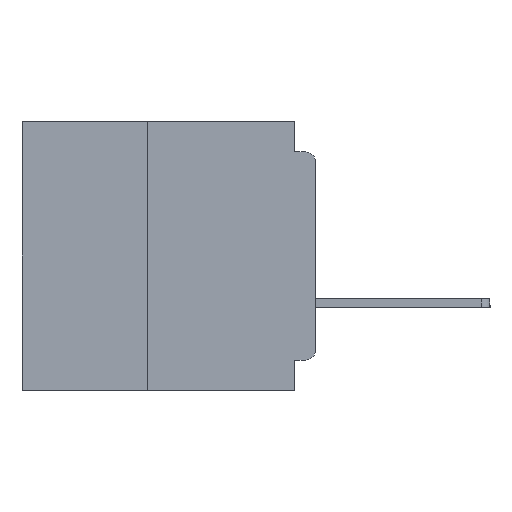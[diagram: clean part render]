
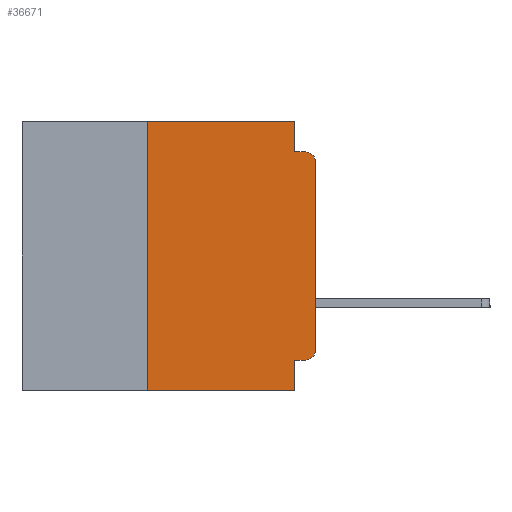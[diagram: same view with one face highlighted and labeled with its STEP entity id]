
A CAD part, left-side view. The second image highlights one B-rep face of the part: STEP entity #36671.
In plain terms, the highlighted planar face has unit normal (-1, 0, 0).
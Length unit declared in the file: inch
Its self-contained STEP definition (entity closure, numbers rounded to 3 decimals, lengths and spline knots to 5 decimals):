
#2071 = LINE ( 'NONE', #13977, #31948 ) ;
#2527 = LINE ( 'NONE', #21525, #17062 ) ;
#3136 = CARTESIAN_POINT ( 'NONE',  ( 0., 0.031, -0.4 ) ) ;
#4117 = CARTESIAN_POINT ( 'NONE',  ( 0., 0.031, -0.355 ) ) ;
#4127 = DIRECTION ( 'NONE',  ( 0., 0., 1. ) ) ;
#4187 = ORIENTED_EDGE ( 'NONE', *, *, #14994, .F. ) ;
#4911 = PLANE ( 'NONE',  #23442 ) ;
#4957 = ORIENTED_EDGE ( 'NONE', *, *, #24320, .T. ) ;
#5286 = DIRECTION ( 'NONE',  ( 0., 1., 0. ) ) ;
#7868 = DIRECTION ( 'NONE',  ( 1., 0., 0. ) ) ;
#7903 = CARTESIAN_POINT ( 'NONE',  ( 0., 0.437, -0.4 ) ) ;
#7926 = LINE ( 'NONE', #35642, #35783 ) ;
#7991 = EDGE_CURVE ( 'NONE', #30068, #9631, #35747, .T. ) ;
#8388 = ORIENTED_EDGE ( 'NONE', *, *, #29496, .T. ) ;
#8570 = CARTESIAN_POINT ( 'NONE',  ( 0., 0.25, -0.4 ) ) ;
#8686 = CARTESIAN_POINT ( 'NONE',  ( 0., 0., -0.045 ) ) ;
#9001 = ORIENTED_EDGE ( 'NONE', *, *, #36469, .F. ) ;
#9108 = LINE ( 'NONE', #7903, #31239 ) ;
#9631 = VERTEX_POINT ( 'NONE', #30996 ) ;
#9645 = VECTOR ( 'NONE', #24777, 39.37008 ) ;
#10020 = VECTOR ( 'NONE', #11529, 39.37008 ) ;
#10037 = VERTEX_POINT ( 'NONE', #4117 ) ;
#10517 = LINE ( 'NONE', #21859, #9645 ) ;
#11529 = DIRECTION ( 'NONE',  ( 0., -1., 0. ) ) ;
#12763 = DIRECTION ( 'NONE',  ( 0., 0., -1. ) ) ;
#12809 = VECTOR ( 'NONE', #20122, 39.37008 ) ;
#13586 = CARTESIAN_POINT ( 'NONE',  ( 0., 0.031, 0. ) ) ;
#13977 = CARTESIAN_POINT ( 'NONE',  ( 0., 0., -0.355 ) ) ;
#14049 = CARTESIAN_POINT ( 'NONE',  ( 0., 0.015, -0.06 ) ) ;
#14262 = CARTESIAN_POINT ( 'NONE',  ( 0., 0., 0. ) ) ;
#14994 = EDGE_CURVE ( 'NONE', #27366, #37094, #36177, .T. ) ;
#15228 = CIRCLE ( 'NONE', #24011, 0.015 ) ;
#16978 = DIRECTION ( 'NONE',  ( 0., 0., -1. ) ) ;
#17062 = VECTOR ( 'NONE', #4127, 39.37008 ) ;
#17336 = DIRECTION ( 'NONE',  ( -1., 0., 0. ) ) ;
#17500 = CARTESIAN_POINT ( 'NONE',  ( 0., 0.25, 0. ) ) ;
#18023 = ORIENTED_EDGE ( 'NONE', *, *, #24150, .T. ) ;
#18076 = AXIS2_PLACEMENT_3D ( 'NONE', #34555, #17336, #37356 ) ;
#18283 = VERTEX_POINT ( 'NONE', #18966 ) ;
#18966 = CARTESIAN_POINT ( 'NONE',  ( 0., 0.015, -0.355 ) ) ;
#20122 = DIRECTION ( 'NONE',  ( 0., 0., 1. ) ) ;
#21389 = ORIENTED_EDGE ( 'NONE', *, *, #26736, .F. ) ;
#21525 = CARTESIAN_POINT ( 'NONE',  ( 0., 0.25, -0.4 ) ) ;
#21859 = CARTESIAN_POINT ( 'NONE',  ( 0., 0.437, 0. ) ) ;
#21898 = VECTOR ( 'NONE', #25593, 39.37008 ) ;
#22307 = DIRECTION ( 'NONE',  ( 0., -1., 0. ) ) ;
#22676 = CARTESIAN_POINT ( 'NONE',  ( 0., 0.031, 0. ) ) ;
#23442 = AXIS2_PLACEMENT_3D ( 'NONE', #25197, #7868, #28042 ) ;
#23650 = VERTEX_POINT ( 'NONE', #8570 ) ;
#23673 = EDGE_CURVE ( 'NONE', #37094, #30087, #32141, .T. ) ;
#24011 = AXIS2_PLACEMENT_3D ( 'NONE', #14049, #34216, #16978 ) ;
#24150 = EDGE_CURVE ( 'NONE', #23650, #27849, #9108, .T. ) ;
#24320 = EDGE_CURVE ( 'NONE', #18283, #30068, #25849, .T. ) ;
#24777 = DIRECTION ( 'NONE',  ( 0., -1., 0. ) ) ;
#25091 = ORIENTED_EDGE ( 'NONE', *, *, #7991, .T. ) ;
#25197 = CARTESIAN_POINT ( 'NONE',  ( 0., 0.437, 0. ) ) ;
#25593 = DIRECTION ( 'NONE',  ( 0., 0., -1. ) ) ;
#25849 = CIRCLE ( 'NONE', #18076, 0.015 ) ;
#26736 = EDGE_CURVE ( 'NONE', #23650, #33796, #2527, .T. ) ;
#26964 = EDGE_CURVE ( 'NONE', #18283, #10037, #2071, .T. ) ;
#27152 = CARTESIAN_POINT ( 'NONE',  ( 0., 0.031, -0.045 ) ) ;
#27366 = VERTEX_POINT ( 'NONE', #13586 ) ;
#27525 = ORIENTED_EDGE ( 'NONE', *, *, #26964, .F. ) ;
#27849 = VERTEX_POINT ( 'NONE', #3136 ) ;
#27881 = EDGE_LOOP ( 'NONE', ( #25091, #8388, #31702, #4187, #36575, #21389, #18023, #9001, #27525, #4957 ) ) ;
#28042 = DIRECTION ( 'NONE',  ( 0., 0., -1. ) ) ;
#29496 = EDGE_CURVE ( 'NONE', #9631, #30087, #15228, .T. ) ;
#29589 = FACE_OUTER_BOUND ( 'NONE', #27881, .T. ) ;
#30068 = VERTEX_POINT ( 'NONE', #33928 ) ;
#30087 = VERTEX_POINT ( 'NONE', #36753 ) ;
#30996 = CARTESIAN_POINT ( 'NONE',  ( 0., 0., -0.06 ) ) ;
#31239 = VECTOR ( 'NONE', #22307, 39.37008 ) ;
#31702 = ORIENTED_EDGE ( 'NONE', *, *, #23673, .F. ) ;
#31948 = VECTOR ( 'NONE', #5286, 39.37008 ) ;
#32141 = LINE ( 'NONE', #8686, #10020 ) ;
#33796 = VERTEX_POINT ( 'NONE', #17500 ) ;
#33928 = CARTESIAN_POINT ( 'NONE',  ( 0., 0., -0.34 ) ) ;
#34216 = DIRECTION ( 'NONE',  ( -1., 0., 0. ) ) ;
#34555 = CARTESIAN_POINT ( 'NONE',  ( 0., 0.015, -0.34 ) ) ;
#35642 = CARTESIAN_POINT ( 'NONE',  ( 0., 0.031, -0.4 ) ) ;
#35747 = LINE ( 'NONE', #14262, #12809 ) ;
#35783 = VECTOR ( 'NONE', #12763, 39.37008 ) ;
#36177 = LINE ( 'NONE', #22676, #21898 ) ;
#36469 = EDGE_CURVE ( 'NONE', #10037, #27849, #7926, .T. ) ;
#36575 = ORIENTED_EDGE ( 'NONE', *, *, #37193, .F. ) ;
#36671 = ADVANCED_FACE ( 'NONE', ( #29589 ), #4911, .F. ) ;
#36753 = CARTESIAN_POINT ( 'NONE',  ( 0., 0.015, -0.045 ) ) ;
#37094 = VERTEX_POINT ( 'NONE', #27152 ) ;
#37193 = EDGE_CURVE ( 'NONE', #33796, #27366, #10517, .T. ) ;
#37356 = DIRECTION ( 'NONE',  ( 0., 0., -1. ) ) ;
